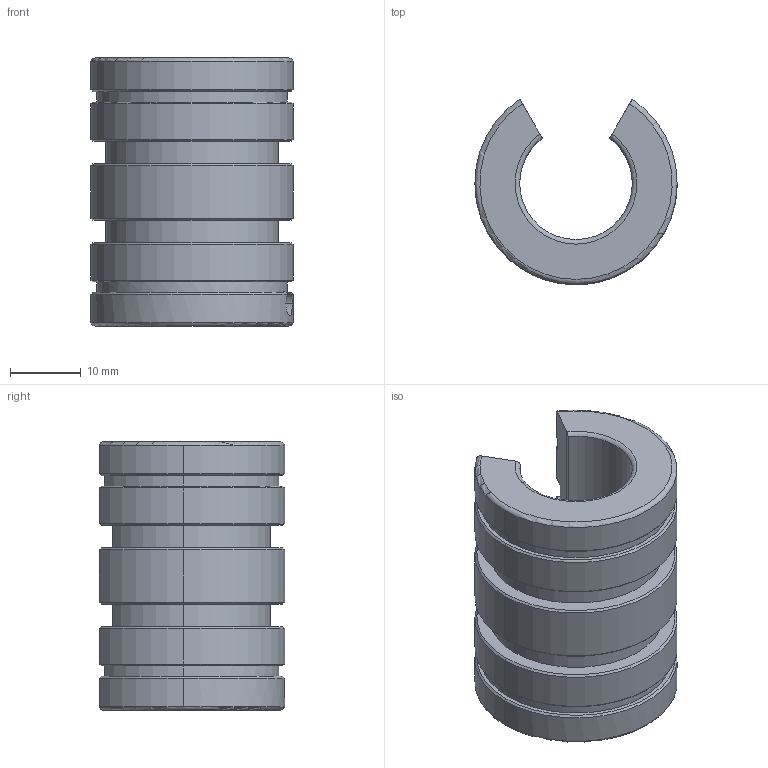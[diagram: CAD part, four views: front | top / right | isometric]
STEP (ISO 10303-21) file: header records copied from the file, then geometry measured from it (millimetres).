
FILE_DESCRIPTION (( 'STEP AP203' ), '1' );
FILE_NAME ('FLCN10.step', '2023-06-07T12:25:19', ( '' ), ( '' ), 'SwSTEP 2.0', 'SolidWorks 2021', '' );
FILE_SCHEMA (( 'CONFIG_CONTROL_DESIGN' ));
Length unit declared in the file: inch
Products named in the file (1): FLCN10
Bounding box: 28.56 x 26.15 x 37.91 mm (x, y, z)
Volume: 12357.1 mm3; surface area: 9284.8 mm2
Topology: 2 solids, 2 shells, 83 faces, 225 edges, 145 vertices
Faces by surface type: cylinder 40, cone 24, plane 15, torus 4
Entity records: 2962 total; most frequent: CARTESIAN_POINT 764, DIRECTION 457, ORIENTED_EDGE 450, EDGE_CURVE 225, AXIS2_PLACEMENT_3D 184, VERTEX_POINT 145, CIRCLE 100, LINE 89
